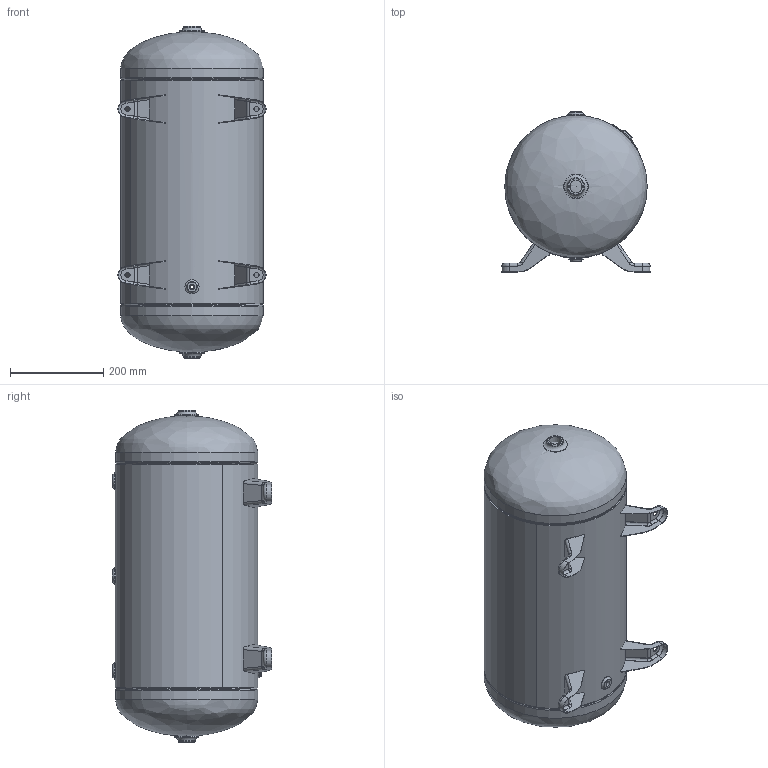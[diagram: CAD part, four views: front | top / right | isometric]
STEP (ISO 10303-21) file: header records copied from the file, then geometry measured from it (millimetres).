
FILE_DESCRIPTION(/* description */ ('FIRST LINE DESCRIPTION'),/* implementation_level */ '2;1');
FILE_NAME(/* name */ 'A10023-300.stp',/* time_stamp */ '2018-10-18T08:25:18-04:00',/* author */ ('Matt.Gilbert'),/* organization */ ('STEEL FAB IF WE MAKE IT, VENDOR IF WE DON''T'),/* preprocessor_version */ 'ST-DEVELOPER v16.5',/* originating_system */ 'Autodesk Inventor 2017',/* authorisation */ 'CHECKERS BOSS');
FILE_SCHEMA (('AUTOMOTIVE_DESIGN { 1 0 10303 214 3 1 1 }'));
Length unit declared in the file: inch
Products named in the file (8): A10023-300; A10023-300-SL; H12099J; F100750; F100500; F100250; S100060; A10023-300-NP
Assembly tree (15 placements, depth 2):
  A10023-300
    A10023-300-SL
    H12099J  x2
    F100750  x2
    F100500  x3
    F100250  x2
    S100060  x4
    A10023-300-NP
Bounding box: 317.36 x 342.39 x 711.3 mm (x, y, z)
Volume: 2228382.3 mm3; surface area: 1575337.6 mm2
Topology: 15 solids, 15 shells, 439 faces, 1059 edges, 673 vertices
Faces by surface type: plane 195, cylinder 123, bspline 52, torus 46, cone 23
Full cylindrical faces by diameter (mm): 6.35 x2, 11.112 x4, 11.455 x2, 12.7 x3, 18.644 x3, 26.987 x3, 36.909 x2, 52.387 x2, 294.691 x2, 299.013 x1, 299.72 x2, 299.771 x2, 304.8 x2, 305.363 x1
Entity records: 9509 total; most frequent: CARTESIAN_POINT 2778, DIRECTION 1316, ORIENTED_EDGE 1308, EDGE_CURVE 654, AXIS2_PLACEMENT_3D 493, VERTEX_POINT 447, EDGE_LOOP 357, LINE 330
